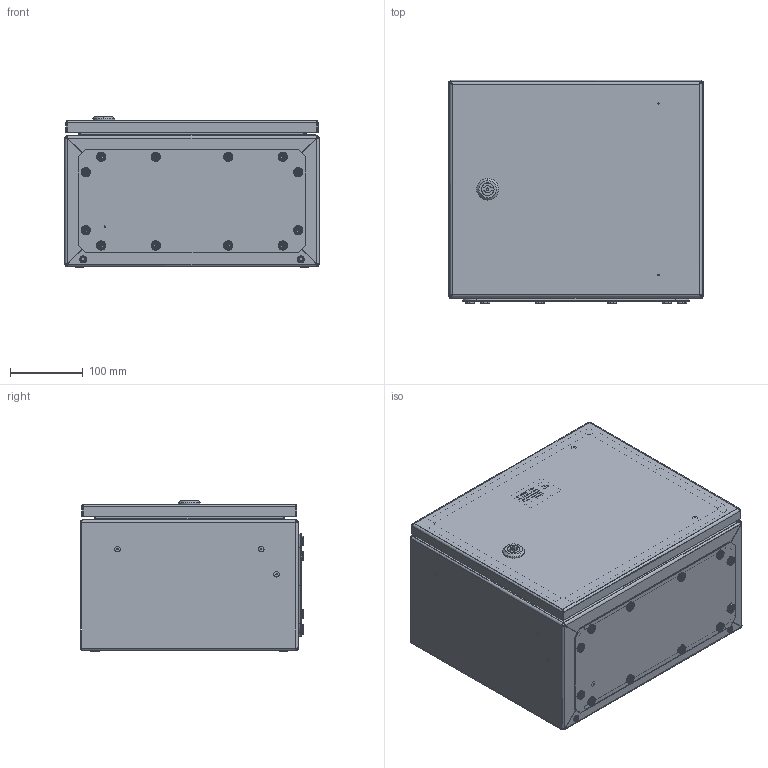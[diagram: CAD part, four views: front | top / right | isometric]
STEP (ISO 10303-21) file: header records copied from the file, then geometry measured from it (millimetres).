
FILE_DESCRIPTION (( 'STEP AP203' ), '1' );
FILE_NAME ('U2520030402 Êîðïóñ UC2M 30.35.20 IP66 (752.000.252).STEP', '2022-04-29T07:27:19', ( '' ), ( '' ), 'SwSTEP 2.0', 'SolidWorks 2017', '' );
FILE_SCHEMA (( 'CONFIG_CONTROL_DESIGN' ));
Length unit declared in the file: millimetre
Products named in the file (37): Óïëîòíèòåëü ÏÏÓ äâåðêè UC2_06 (30.35); 扻豵鵨_п-1; Øàéáà íåéëîí Ø028_Œ6; 鎔艜_17473_M6x12; 012-1791 眈翴錪 鳱歑膱 UC2_02 (30.35); 008-396 Ñòåíêà ïðîôèëüíàÿ UC2_07 (30.35.20); Øàéáà íåéëîí Ø028_Œ5; 000.207.182 攜歑罻 UC2_02 (30.35); 蹴濋趌5915_M5; Ïåòëÿ 4-119 Dirak_00; 000.210.359 Îñíîâàíèå äâåðêè UC2_02 (30.35); Øòèôò ïåòëè 4-119 Dirak; Âòóëêà ïåòëè 4-119 Dirak; Ñòîïîðíàÿ âòóëêà ïåòëè 4-119 Dirak; 嵑殧趌11371_6; ч蜱齁罻 ST-6; 嵑殧趌6402_8; 嵑殧趌11371_8; 000.113.101 忺謤僔 UC2_07 (30.35.20); 000.241.252 署赅 UC2_01 (35.20); 椻壚樇襝鴀 Mesan 33; Øïèëüêà ðåçüáîâàÿ Ì6_Œ6å12; 蹴濋趌5915_M8; Øïèëüêà çàçåìëåíèÿ CKF CS_Œ6å16; 010-322 Ïàíåëü ìîíòàæíàÿ UC2_07 (30.35.20); 000.241.253 署赅 UC2_01 (35.20); ﾇ瑟鶴 Mesan 060-1-1-13-33_00; Óïëîòíèòåëü ÏÏÓ êðûøêè UC2Ì_07 (35.20); 003-393 Ñòåíêà íèæíÿÿ UC2_02 (00.35); Îñíîâàíèå ïåòëè 4-119 Dirak; 027-186 署赅 UC2_01 (35.20); 056-269 椯鴀殣罻 UC2_07 (30.35.20); ч蜱齁罻 ST-9; U2520030402 扻豵鵨 UC2M 30.35.20 IP66 (752.000.252); Øïèëüêà ðåçüáîâàÿ Ì6_Œ8å30; 040-116 Âèíò ñïåöèàëüíûé ST 4,8x9; 嵑殧趌11371_5
Assembly tree (105 placements, depth 4):
  U2520030402 扻豵鵨 UC2M 30.35.20 IP66 (752.000.252)
    000.113.101 忺謤僔 UC2_07 (30.35.20)
      008-396 Ñòåíêà ïðîôèëüíàÿ UC2_07 (30.35.20)
      003-393 Ñòåíêà íèæíÿÿ UC2_02 (00.35)
      Øïèëüêà ðåçüáîâàÿ Ì6_Œ8å30  x4
      Øïèëüêà çàçåìëåíèÿ CKF CS_Œ6å16  x2
      Øïèëüêà ðåçüáîâàÿ Ì6_Œ6å12  x4
    000.207.182 攜歑罻 UC2_02 (30.35)
      000.210.359 Îñíîâàíèå äâåðêè UC2_02 (30.35)
        012-1791 眈翴錪 鳱歑膱 UC2_02 (30.35)
        Âòóëêà ïåòëè 4-119 Dirak  x2
        Øïèëüêà çàçåìëåíèÿ CKF CS_Œ6å16  x2
      Óïëîòíèòåëü ÏÏÓ äâåðêè UC2_06 (30.35)
      ﾇ瑟鶴 Mesan 060-1-1-13-33_00
        扻豵鵨_п-1
        椻壚樇襝鴀 Mesan 33
        嵑殧趌11371_6
        鎔艜_17473_M6x12
    Ïåòëÿ 4-119 Dirak_00  x2
      Âòóëêà ïåòëè 4-119 Dirak
      Øòèôò ïåòëè 4-119 Dirak
      Îñíîâàíèå ïåòëè 4-119 Dirak
      Ñòîïîðíàÿ âòóëêà ïåòëè 4-119 Dirak
    嵑殧趌11371_5  x4
    Øàéáà íåéëîí Ø028_Œ5  x4
    蹴濋趌5915_M5  x4
    ч蜱齁罻 ST-6  x6
    ч蜱齁罻 ST-9  x4
    010-322 Ïàíåëü ìîíòàæíàÿ UC2_07 (30.35.20)
    蹴濋趌5915_M8  x12
    嵑殧趌11371_8  x4
    嵑殧趌6402_8  x4
    000.241.252 署赅 UC2_01 (35.20)
      000.241.253 署赅 UC2_01 (35.20)
        027-186 署赅 UC2_01 (35.20)
        Øïèëüêà çàçåìëåíèÿ CKF CS_Œ6å16
      Óïëîòíèòåëü ÏÏÓ êðûøêè UC2Ì_07 (35.20)
    040-116 Âèíò ñïåöèàëüíûé ST 4,8x9  x12
    Øàéáà íåéëîí Ø028_Œ6  x12
    056-269 椯鴀殣罻 UC2_07 (30.35.20)
Bounding box: 350.6 x 307.22 x 207.25 mm (x, y, z)
Volume: 1036856.6 mm3; surface area: 1295728.3 mm2
Topology: 101 solids, 102 shells, 4417 faces, 10355 edges, 6314 vertices
Faces by surface type: plane 1559, cylinder 1099, bspline 1061, cone 280, sphere 214, torus 204
Entity records: 106498 total; most frequent: CARTESIAN_POINT 50459, ORIENTED_EDGE 11232, DIRECTION 8571, EDGE_CURVE 5616, VERTEX_POINT 3614, VECTOR 3301, LINE 3301, AXIS2_PLACEMENT_3D 2635
